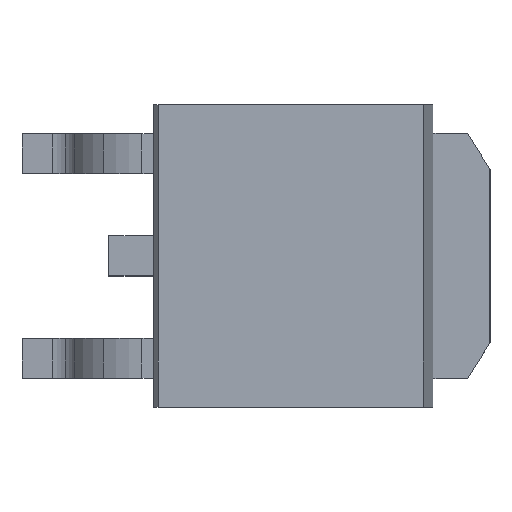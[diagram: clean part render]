
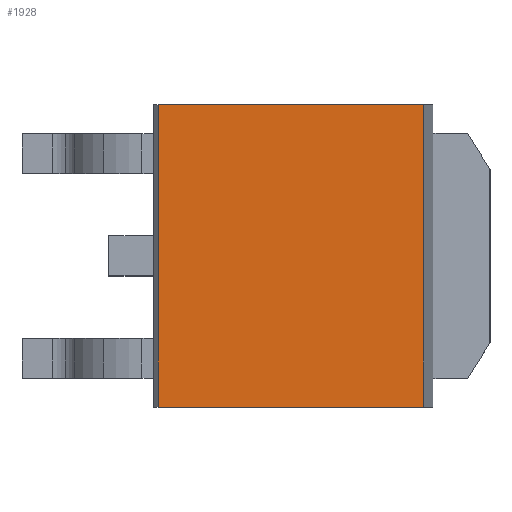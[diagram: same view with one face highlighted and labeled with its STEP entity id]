
A CAD part, top view. The second image highlights one B-rep face of the part: STEP entity #1928.
In plain terms, the highlighted planar face has unit normal (0, 0, 1).
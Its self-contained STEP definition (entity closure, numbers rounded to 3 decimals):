
#1870=CARTESIAN_POINT('',(3.707,3.365,2.443));
#1871=VERTEX_POINT('',#1870);
#1878=CARTESIAN_POINT('',(3.707,-3.365,2.443));
#1879=VERTEX_POINT('',#1878);
#1880=CARTESIAN_POINT('',(3.707,-3.365,2.443));
#1881=DIRECTION('',(0.0,1.0,0.0));
#1882=VECTOR('',#1881,6.73);
#1883=LINE('',#1880,#1882);
#1884=EDGE_CURVE('',#1879,#1871,#1883,.T.);
#1898=CARTESIAN_POINT('',(3.707,-3.365,2.443));
#1899=DIRECTION('',(0.0,0.0,1.0));
#1900=DIRECTION('',(0.0,-1.0,0.0));
#1901=AXIS2_PLACEMENT_3D('',#1898,#1899,#1900);
#1902=PLANE('',#1901);
#1903=CARTESIAN_POINT('',(-2.194,3.365,2.443));
#1904=VERTEX_POINT('',#1903);
#1905=CARTESIAN_POINT('',(3.707,3.365,2.443));
#1906=DIRECTION('',(-1.0,0.0,0.0));
#1907=VECTOR('',#1906,5.901);
#1908=LINE('',#1905,#1907);
#1909=EDGE_CURVE('',#1871,#1904,#1908,.T.);
#1910=ORIENTED_EDGE('',*,*,#1909,.T.);
#1911=CARTESIAN_POINT('',(-2.194,-3.365,2.443));
#1912=VERTEX_POINT('',#1911);
#1913=CARTESIAN_POINT('',(-2.194,-3.365,2.443));
#1914=DIRECTION('',(0.0,1.0,0.0));
#1915=VECTOR('',#1914,6.73);
#1916=LINE('',#1913,#1915);
#1917=EDGE_CURVE('',#1912,#1904,#1916,.T.);
#1918=ORIENTED_EDGE('',*,*,#1917,.F.);
#1919=CARTESIAN_POINT('',(3.707,-3.365,2.443));
#1920=DIRECTION('',(-1.0,0.0,0.0));
#1921=VECTOR('',#1920,5.901);
#1922=LINE('',#1919,#1921);
#1923=EDGE_CURVE('',#1879,#1912,#1922,.T.);
#1924=ORIENTED_EDGE('',*,*,#1923,.F.);
#1925=ORIENTED_EDGE('',*,*,#1884,.T.);
#1926=EDGE_LOOP('',(#1910,#1918,#1924,#1925));
#1927=FACE_OUTER_BOUND('',#1926,.T.);
#1928=ADVANCED_FACE('',(#1927),#1902,.T.);
